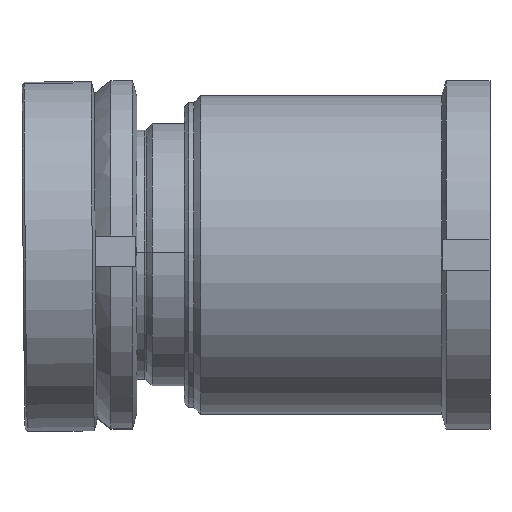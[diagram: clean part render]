
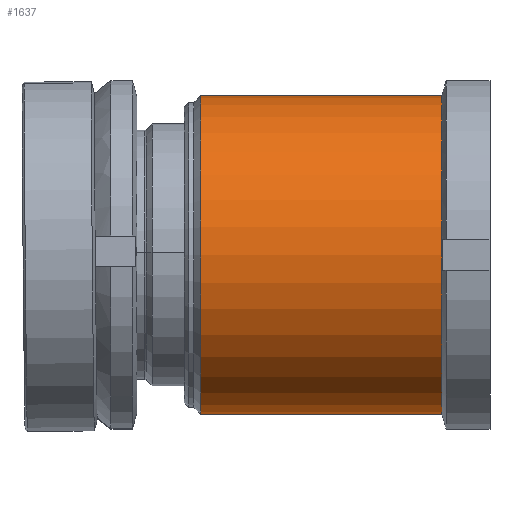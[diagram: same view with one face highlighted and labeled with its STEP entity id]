
A CAD part, left-side view. The second image highlights one B-rep face of the part: STEP entity #1637.
In plain terms, the highlighted cylindrical face has radius 36.5 mm (diameter 73 mm), a partial arc.
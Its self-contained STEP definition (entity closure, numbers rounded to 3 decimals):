
#2 = DIRECTION ( 'NONE',  ( 0., 1., 0. ) ) ;
#130 = AXIS2_PLACEMENT_3D ( 'NONE', #3194, #633, #1591 ) ;
#139 = CYLINDRICAL_SURFACE ( 'NONE', #243, 36.5 ) ;
#143 = VECTOR ( 'NONE', #1102, 1000. ) ;
#146 = EDGE_CURVE ( 'NONE', #3089, #2277, #1990, .T. ) ;
#167 = CARTESIAN_POINT ( 'NONE',  ( 0., -59., -36.5 ) ) ;
#243 = AXIS2_PLACEMENT_3D ( 'NONE', #1664, #1913, #2186 ) ;
#270 = CARTESIAN_POINT ( 'NONE',  ( 0., -59., 0. ) ) ;
#271 = EDGE_CURVE ( 'NONE', #2277, #2697, #2074, .T. ) ;
#415 = ORIENTED_EDGE ( 'NONE', *, *, #146, .F. ) ;
#633 = DIRECTION ( 'NONE',  ( 0., 1., 0. ) ) ;
#640 = EDGE_CURVE ( 'NONE', #2320, #2697, #817, .T. ) ;
#659 = FACE_OUTER_BOUND ( 'NONE', #1274, .T. ) ;
#687 = ORIENTED_EDGE ( 'NONE', *, *, #271, .F. ) ;
#817 = LINE ( 'NONE', #2353, #143 ) ;
#861 = CARTESIAN_POINT ( 'NONE',  ( 0., -3.8, -36.5 ) ) ;
#910 = CARTESIAN_POINT ( 'NONE',  ( 0., -3.8, 36.5 ) ) ;
#1102 = DIRECTION ( 'NONE',  ( 0., 1., 0. ) ) ;
#1274 = EDGE_LOOP ( 'NONE', ( #415, #3307, #1631, #687 ) ) ;
#1513 = CARTESIAN_POINT ( 'NONE',  ( 0., 10.447, -36.5 ) ) ;
#1542 = DIRECTION ( 'NONE',  ( 0., 0., 1. ) ) ;
#1591 = DIRECTION ( 'NONE',  ( 0., 0., 1. ) ) ;
#1631 = ORIENTED_EDGE ( 'NONE', *, *, #640, .T. ) ;
#1637 = ADVANCED_FACE ( 'NONE', ( #659 ), #139, .T. ) ;
#1664 = CARTESIAN_POINT ( 'NONE',  ( 0., 10.447, 0. ) ) ;
#1804 = EDGE_CURVE ( 'NONE', #3089, #2320, #2153, .T. ) ;
#1913 = DIRECTION ( 'NONE',  ( 0., 1., 0. ) ) ;
#1990 = LINE ( 'NONE', #1513, #3118 ) ;
#2026 = DIRECTION ( 'NONE',  ( 0., 1., 0. ) ) ;
#2074 = CIRCLE ( 'NONE', #130, 36.5 ) ;
#2153 = CIRCLE ( 'NONE', #2750, 36.5 ) ;
#2186 = DIRECTION ( 'NONE',  ( 0., 0., 1. ) ) ;
#2209 = CARTESIAN_POINT ( 'NONE',  ( 0., -59., 36.5 ) ) ;
#2277 = VERTEX_POINT ( 'NONE', #861 ) ;
#2320 = VERTEX_POINT ( 'NONE', #2209 ) ;
#2353 = CARTESIAN_POINT ( 'NONE',  ( 0., 10.447, 36.5 ) ) ;
#2697 = VERTEX_POINT ( 'NONE', #910 ) ;
#2750 = AXIS2_PLACEMENT_3D ( 'NONE', #270, #2, #1542 ) ;
#3089 = VERTEX_POINT ( 'NONE', #167 ) ;
#3118 = VECTOR ( 'NONE', #2026, 1000. ) ;
#3194 = CARTESIAN_POINT ( 'NONE',  ( 0., -3.8, 0. ) ) ;
#3307 = ORIENTED_EDGE ( 'NONE', *, *, #1804, .T. ) ;
